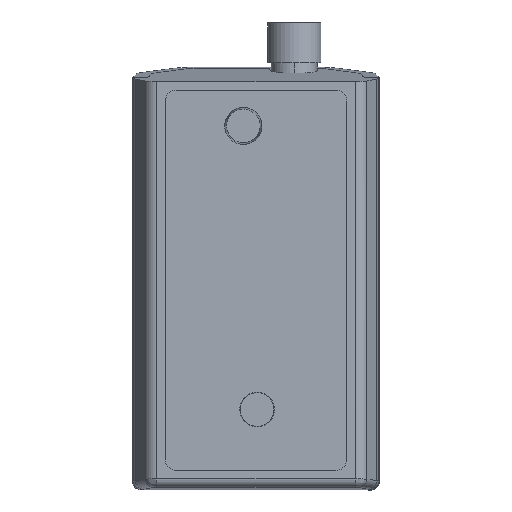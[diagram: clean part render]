
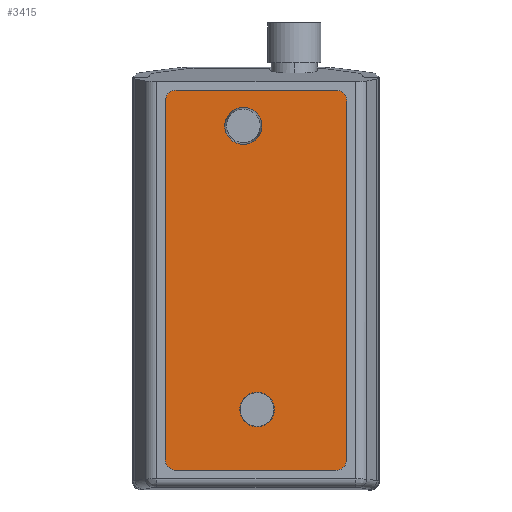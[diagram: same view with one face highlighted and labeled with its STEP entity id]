
A CAD part, front view. The second image highlights one B-rep face of the part: STEP entity #3415.
In plain terms, the highlighted planar face has unit normal (0, -1, 0).
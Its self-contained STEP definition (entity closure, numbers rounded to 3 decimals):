
#141=ELLIPSE('',#3726,1.3,1.3);
#142=ELLIPSE('',#3727,1.3,1.3);
#143=ELLIPSE('',#3728,1.3,1.3);
#144=ELLIPSE('',#3729,1.3,1.3);
#234=CIRCLE('',#3690,2.196);
#236=CIRCLE('',#3694,2.039);
#251=FACE_BOUND('',#614,.T.);
#252=FACE_BOUND('',#615,.T.);
#416=FACE_OUTER_BOUND('',#613,.T.);
#613=EDGE_LOOP('',(#3035,#3036,#3037,#3038,#3039,#3040,#3041,#3042));
#614=EDGE_LOOP('',(#3043));
#615=EDGE_LOOP('',(#3044));
#959=LINE('',#6125,#1304);
#960=LINE('',#6129,#1305);
#961=LINE('',#6133,#1306);
#962=LINE('',#6136,#1307);
#1304=VECTOR('',#4647,10.);
#1305=VECTOR('',#4650,10.);
#1306=VECTOR('',#4653,10.);
#1307=VECTOR('',#4656,10.);
#1621=VERTEX_POINT('',#6024);
#1623=VERTEX_POINT('',#6031);
#1644=VERTEX_POINT('',#6121);
#1645=VERTEX_POINT('',#6122);
#1646=VERTEX_POINT('',#6124);
#1647=VERTEX_POINT('',#6126);
#1648=VERTEX_POINT('',#6128);
#1649=VERTEX_POINT('',#6130);
#1650=VERTEX_POINT('',#6132);
#1651=VERTEX_POINT('',#6134);
#2071=EDGE_CURVE('',#1621,#1621,#234,.T.);
#2074=EDGE_CURVE('',#1623,#1623,#236,.T.);
#2119=EDGE_CURVE('',#1644,#1645,#141,.T.);
#2120=EDGE_CURVE('',#1645,#1646,#959,.T.);
#2121=EDGE_CURVE('',#1646,#1647,#142,.T.);
#2122=EDGE_CURVE('',#1647,#1648,#960,.T.);
#2123=EDGE_CURVE('',#1648,#1649,#143,.T.);
#2124=EDGE_CURVE('',#1649,#1650,#961,.T.);
#2125=EDGE_CURVE('',#1650,#1651,#144,.T.);
#2126=EDGE_CURVE('',#1651,#1644,#962,.T.);
#3035=ORIENTED_EDGE('',*,*,#2119,.T.);
#3036=ORIENTED_EDGE('',*,*,#2120,.T.);
#3037=ORIENTED_EDGE('',*,*,#2121,.T.);
#3038=ORIENTED_EDGE('',*,*,#2122,.T.);
#3039=ORIENTED_EDGE('',*,*,#2123,.T.);
#3040=ORIENTED_EDGE('',*,*,#2124,.T.);
#3041=ORIENTED_EDGE('',*,*,#2125,.T.);
#3042=ORIENTED_EDGE('',*,*,#2126,.T.);
#3043=ORIENTED_EDGE('',*,*,#2074,.F.);
#3044=ORIENTED_EDGE('',*,*,#2071,.F.);
#3238=PLANE('',#3725);
#3415=ADVANCED_FACE('',(#416,#251,#252),#3238,.T.);
#3690=AXIS2_PLACEMENT_3D('',#6026,#4536,#4537);
#3694=AXIS2_PLACEMENT_3D('',#6033,#4545,#4546);
#3725=AXIS2_PLACEMENT_3D('',#6120,#4643,#4644);
#3726=AXIS2_PLACEMENT_3D('',#6123,#4645,#4646);
#3727=AXIS2_PLACEMENT_3D('',#6127,#4648,#4649);
#3728=AXIS2_PLACEMENT_3D('',#6131,#4651,#4652);
#3729=AXIS2_PLACEMENT_3D('',#6135,#4654,#4655);
#4536=DIRECTION('center_axis',(0.,-1.,0.));
#4537=DIRECTION('ref_axis',(-1.,0.,0.));
#4545=DIRECTION('center_axis',(0.,-1.,0.));
#4546=DIRECTION('ref_axis',(-1.,0.,0.));
#4643=DIRECTION('center_axis',(0.,-1.,0.));
#4644=DIRECTION('ref_axis',(1.,0.,0.));
#4645=DIRECTION('center_axis',(0.,-1.,0.));
#4646=DIRECTION('ref_axis',(-0.707,0.,0.707));
#4647=DIRECTION('',(0.,0.,-1.));
#4648=DIRECTION('center_axis',(0.,-1.,0.));
#4649=DIRECTION('ref_axis',(-0.707,0.,-0.707));
#4650=DIRECTION('',(1.,0.,0.));
#4651=DIRECTION('center_axis',(0.,-1.,0.));
#4652=DIRECTION('ref_axis',(0.707,0.,-0.707));
#4653=DIRECTION('',(0.,0.,1.));
#4654=DIRECTION('center_axis',(0.,-1.,0.));
#4655=DIRECTION('ref_axis',(0.707,0.,0.707));
#4656=DIRECTION('',(-1.,0.,0.));
#6024=CARTESIAN_POINT('',(0.696,-5.247,43.05));
#6026=CARTESIAN_POINT('Origin',(-1.5,-5.247,43.05));
#6031=CARTESIAN_POINT('',(2.169,-5.247,9.52));
#6033=CARTESIAN_POINT('Origin',(0.13,-5.247,9.52));
#6120=CARTESIAN_POINT('Origin',(0.,-5.247,24.792));
#6121=CARTESIAN_POINT('',(-9.421,-5.247,47.272));
#6122=CARTESIAN_POINT('',(-10.72,-5.247,45.972));
#6123=CARTESIAN_POINT('Origin',(-9.42,-5.247,45.972));
#6124=CARTESIAN_POINT('',(-10.72,-5.247,3.612));
#6125=CARTESIAN_POINT('',(-10.72,-5.247,2.31));
#6126=CARTESIAN_POINT('',(-9.421,-5.247,2.313));
#6127=CARTESIAN_POINT('Origin',(-9.42,-5.247,3.613));
#6128=CARTESIAN_POINT('',(9.421,-5.247,2.313));
#6129=CARTESIAN_POINT('',(10.723,-5.247,2.313));
#6130=CARTESIAN_POINT('',(10.72,-5.247,3.612));
#6131=CARTESIAN_POINT('Origin',(9.42,-5.247,3.613));
#6132=CARTESIAN_POINT('',(10.72,-5.247,45.972));
#6133=CARTESIAN_POINT('',(10.72,-5.247,47.274));
#6134=CARTESIAN_POINT('',(9.421,-5.247,47.272));
#6135=CARTESIAN_POINT('Origin',(9.42,-5.247,45.972));
#6136=CARTESIAN_POINT('',(-10.723,-5.247,47.272));
